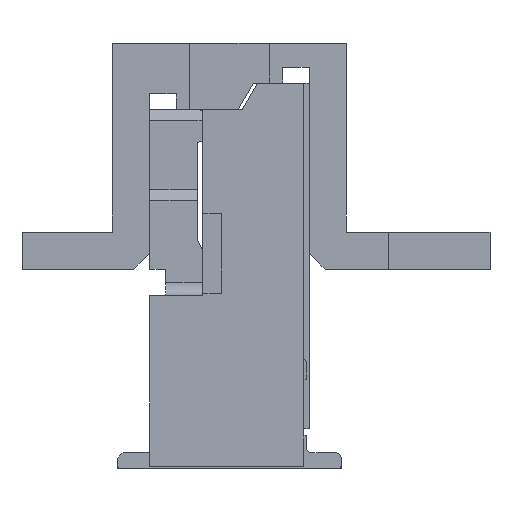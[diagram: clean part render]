
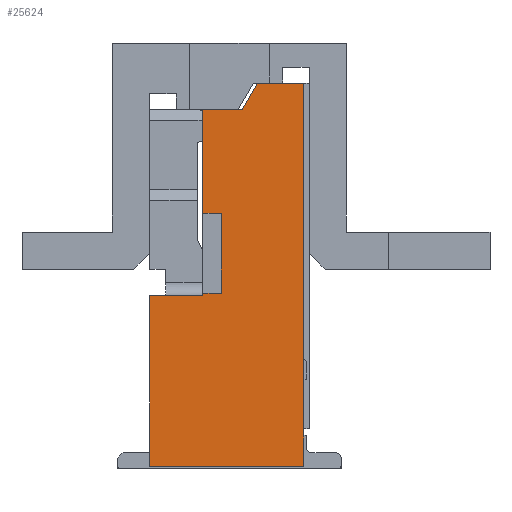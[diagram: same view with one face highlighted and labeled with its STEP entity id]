
A CAD part, left-side view. The second image highlights one B-rep face of the part: STEP entity #25624.
In plain terms, the highlighted planar face has unit normal (-1, 0, 0).
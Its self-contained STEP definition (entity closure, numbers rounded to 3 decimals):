
#190 = ORIENTED_EDGE ( 'NONE', *, *, #11086, .F. ) ;
#507 = ORIENTED_EDGE ( 'NONE', *, *, #5710, .T. ) ;
#748 = CARTESIAN_POINT ( 'NONE',  ( -10.25, 2., 1.4 ) ) ;
#2805 = LINE ( 'NONE', #18590, #33395 ) ;
#2927 = CARTESIAN_POINT ( 'NONE',  ( -10.25, 0.973, 3.85 ) ) ;
#3278 = CARTESIAN_POINT ( 'NONE',  ( -10.25, 2., -0.15 ) ) ;
#3373 = VERTEX_POINT ( 'NONE', #10428 ) ;
#3866 = EDGE_CURVE ( 'NONE', #31317, #8583, #20851, .T. ) ;
#4048 = DIRECTION ( 'NONE',  ( 0., 0., 1. ) ) ;
#4345 = CARTESIAN_POINT ( 'NONE',  ( -10.25, 0.973, 3.85 ) ) ;
#4423 = VECTOR ( 'NONE', #31953, 1000. ) ;
#4674 = VERTEX_POINT ( 'NONE', #29568 ) ;
#4735 = VECTOR ( 'NONE', #4048, 1000. ) ;
#4981 = EDGE_CURVE ( 'NONE', #4674, #31317, #18364, .T. ) ;
#5591 = EDGE_CURVE ( 'NONE', #29691, #23124, #8913, .T. ) ;
#5710 = EDGE_CURVE ( 'NONE', #3373, #28555, #25618, .T. ) ;
#5747 = EDGE_LOOP ( 'NONE', ( #29115, #30904, #190, #22058, #32840, #507, #24291, #7016, #7685, #18776, #11530, #20573 ) ) ;
#6933 = DIRECTION ( 'NONE',  ( 0., 0.5, -0.866 ) ) ;
#7016 = ORIENTED_EDGE ( 'NONE', *, *, #20445, .F. ) ;
#7642 = EDGE_CURVE ( 'NONE', #9617, #23124, #20547, .T. ) ;
#7685 = ORIENTED_EDGE ( 'NONE', *, *, #7642, .T. ) ;
#7804 = VECTOR ( 'NONE', #28328, 1000. ) ;
#8235 = VECTOR ( 'NONE', #32388, 1000. ) ;
#8240 = CARTESIAN_POINT ( 'NONE',  ( -10.25, 3., 3.35 ) ) ;
#8417 = CARTESIAN_POINT ( 'NONE',  ( -10.25, 1.261, 3.35 ) ) ;
#8583 = VERTEX_POINT ( 'NONE', #748 ) ;
#8913 = LINE ( 'NONE', #8240, #4423 ) ;
#9617 = VERTEX_POINT ( 'NONE', #2927 ) ;
#9934 = CARTESIAN_POINT ( 'NONE',  ( -10.25, 2., -0.1 ) ) ;
#10428 = CARTESIAN_POINT ( 'NONE',  ( -10.25, 3., -3.35 ) ) ;
#10736 = LINE ( 'NONE', #11903, #26708 ) ;
#10857 = VECTOR ( 'NONE', #18693, 1000. ) ;
#11086 = EDGE_CURVE ( 'NONE', #17804, #17350, #18850, .T. ) ;
#11324 = DIRECTION ( 'NONE',  ( 1., 0., 0. ) ) ;
#11530 = ORIENTED_EDGE ( 'NONE', *, *, #14799, .F. ) ;
#11733 = LINE ( 'NONE', #25610, #31740 ) ;
#11745 = VECTOR ( 'NONE', #26942, 1000. ) ;
#11903 = CARTESIAN_POINT ( 'NONE',  ( -10.25, 0.1, -3.35 ) ) ;
#12489 = LINE ( 'NONE', #14636, #4735 ) ;
#12752 = EDGE_CURVE ( 'NONE', #25871, #17804, #11733, .T. ) ;
#13307 = EDGE_CURVE ( 'NONE', #3373, #25871, #12489, .T. ) ;
#14636 = CARTESIAN_POINT ( 'NONE',  ( -10.25, 3., -3.35 ) ) ;
#14799 = EDGE_CURVE ( 'NONE', #8583, #29691, #20254, .T. ) ;
#14833 = CARTESIAN_POINT ( 'NONE',  ( -10.25, 3., -0.15 ) ) ;
#15718 = VECTOR ( 'NONE', #27660, 1000. ) ;
#15944 = DIRECTION ( 'NONE',  ( 0., -1., 0. ) ) ;
#16788 = CARTESIAN_POINT ( 'NONE',  ( -10.25, 3., -3.35 ) ) ;
#17267 = DIRECTION ( 'NONE',  ( 0., 0., -1. ) ) ;
#17350 = VERTEX_POINT ( 'NONE', #9934 ) ;
#17804 = VERTEX_POINT ( 'NONE', #22754 ) ;
#18364 = LINE ( 'NONE', #33689, #27348 ) ;
#18590 = CARTESIAN_POINT ( 'NONE',  ( -10.25, 1.55, 3.85 ) ) ;
#18693 = DIRECTION ( 'NONE',  ( 0., 0., 1. ) ) ;
#18776 = ORIENTED_EDGE ( 'NONE', *, *, #5591, .F. ) ;
#18850 = LINE ( 'NONE', #22003, #8235 ) ;
#19104 = PLANE ( 'NONE',  #29544 ) ;
#19392 = FACE_OUTER_BOUND ( 'NONE', #5747, .T. ) ;
#19720 = CARTESIAN_POINT ( 'NONE',  ( -10.25, 0.1, 3.85 ) ) ;
#20254 = LINE ( 'NONE', #3278, #10857 ) ;
#20445 = EDGE_CURVE ( 'NONE', #9617, #28095, #2805, .T. ) ;
#20547 = LINE ( 'NONE', #4345, #21359 ) ;
#20573 = ORIENTED_EDGE ( 'NONE', *, *, #3866, .F. ) ;
#20851 = LINE ( 'NONE', #33207, #7804 ) ;
#21359 = VECTOR ( 'NONE', #6933, 1000. ) ;
#21680 = CARTESIAN_POINT ( 'NONE',  ( -10.25, 3., -3.35 ) ) ;
#22003 = CARTESIAN_POINT ( 'NONE',  ( -10.25, 2., -0.15 ) ) ;
#22058 = ORIENTED_EDGE ( 'NONE', *, *, #12752, .F. ) ;
#22171 = CARTESIAN_POINT ( 'NONE',  ( -10.25, 1.65, -0.1 ) ) ;
#22754 = CARTESIAN_POINT ( 'NONE',  ( -10.25, 2., -0.15 ) ) ;
#23124 = VERTEX_POINT ( 'NONE', #8417 ) ;
#24291 = ORIENTED_EDGE ( 'NONE', *, *, #32003, .F. ) ;
#25245 = EDGE_CURVE ( 'NONE', #4674, #17350, #33653, .T. ) ;
#25610 = CARTESIAN_POINT ( 'NONE',  ( -10.25, 2., -0.15 ) ) ;
#25618 = LINE ( 'NONE', #16788, #11745 ) ;
#25624 = ADVANCED_FACE ( 'NONE', ( #19392 ), #19104, .F. ) ;
#25671 = CARTESIAN_POINT ( 'NONE',  ( -10.25, 2., 3.35 ) ) ;
#25871 = VERTEX_POINT ( 'NONE', #14833 ) ;
#26077 = DIRECTION ( 'NONE',  ( 0., 0., 1. ) ) ;
#26708 = VECTOR ( 'NONE', #17267, 1000. ) ;
#26942 = DIRECTION ( 'NONE',  ( 0., -1., 0. ) ) ;
#27348 = VECTOR ( 'NONE', #26077, 1000. ) ;
#27559 = DIRECTION ( 'NONE',  ( 0., -1., 0. ) ) ;
#27660 = DIRECTION ( 'NONE',  ( 0., 1., 0. ) ) ;
#28095 = VERTEX_POINT ( 'NONE', #19720 ) ;
#28328 = DIRECTION ( 'NONE',  ( 0., 1., 0. ) ) ;
#28555 = VERTEX_POINT ( 'NONE', #31798 ) ;
#29115 = ORIENTED_EDGE ( 'NONE', *, *, #4981, .F. ) ;
#29544 = AXIS2_PLACEMENT_3D ( 'NONE', #21680, #11324, #31846 ) ;
#29568 = CARTESIAN_POINT ( 'NONE',  ( -10.25, 1.65, -0.1 ) ) ;
#29691 = VERTEX_POINT ( 'NONE', #25671 ) ;
#30904 = ORIENTED_EDGE ( 'NONE', *, *, #25245, .T. ) ;
#31317 = VERTEX_POINT ( 'NONE', #32705 ) ;
#31740 = VECTOR ( 'NONE', #27559, 1000. ) ;
#31798 = CARTESIAN_POINT ( 'NONE',  ( -10.25, 0.1, -3.35 ) ) ;
#31846 = DIRECTION ( 'NONE',  ( 0., 0., -1. ) ) ;
#31953 = DIRECTION ( 'NONE',  ( 0., -1., 0. ) ) ;
#32003 = EDGE_CURVE ( 'NONE', #28095, #28555, #10736, .T. ) ;
#32388 = DIRECTION ( 'NONE',  ( 0., 0., 1. ) ) ;
#32705 = CARTESIAN_POINT ( 'NONE',  ( -10.25, 1.65, 1.4 ) ) ;
#32840 = ORIENTED_EDGE ( 'NONE', *, *, #13307, .F. ) ;
#33207 = CARTESIAN_POINT ( 'NONE',  ( -10.25, 1.65, 1.4 ) ) ;
#33395 = VECTOR ( 'NONE', #15944, 1000. ) ;
#33653 = LINE ( 'NONE', #22171, #15718 ) ;
#33689 = CARTESIAN_POINT ( 'NONE',  ( -10.25, 1.65, -0.1 ) ) ;
